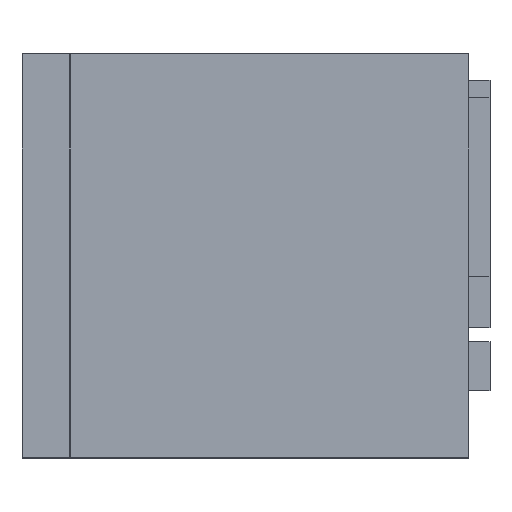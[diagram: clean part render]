
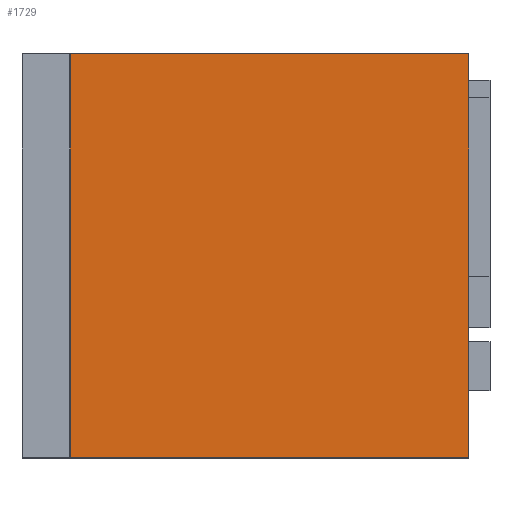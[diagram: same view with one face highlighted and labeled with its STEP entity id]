
A CAD part, top view. The second image highlights one B-rep face of the part: STEP entity #1729.
In plain terms, the highlighted planar face has unit normal (0, 0, 1).
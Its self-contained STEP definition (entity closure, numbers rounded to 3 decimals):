
#1702=AXIS2_PLACEMENT_3D('Plane Axis2P3D',#1699,#1700,#1701) ;
#120=CARTESIAN_POINT('Vertex',(1.826,15.2,18.3)) ;
#125=CARTESIAN_POINT('Line Origine',(9.326,15.2,18.3)) ;
#129=CARTESIAN_POINT('Vertex',(16.826,15.2,18.3)) ;
#1699=CARTESIAN_POINT('Axis2P3D Location',(11.826,4.47,18.3)) ;
#1704=CARTESIAN_POINT('Line Origine',(16.826,7.6,18.3)) ;
#1708=CARTESIAN_POINT('Vertex',(16.826,0.,18.3)) ;
#1711=CARTESIAN_POINT('Line Origine',(1.826,7.6,18.3)) ;
#1715=CARTESIAN_POINT('Vertex',(1.826,0.,18.3)) ;
#1718=CARTESIAN_POINT('Line Origine',(9.326,0.,18.3)) ;
#126=DIRECTION('Vector Direction',(1.,0.,0.)) ;
#1700=DIRECTION('Axis2P3D Direction',(0.,0.,-1.)) ;
#1701=DIRECTION('Axis2P3D XDirection',(1.,0.,0.)) ;
#1705=DIRECTION('Vector Direction',(0.,-1.,0.)) ;
#1712=DIRECTION('Vector Direction',(0.,-1.,0.)) ;
#1719=DIRECTION('Vector Direction',(1.,0.,0.)) ;
#127=VECTOR('Line Direction',#126,1.) ;
#1706=VECTOR('Line Direction',#1705,1.) ;
#1713=VECTOR('Line Direction',#1712,1.) ;
#1720=VECTOR('Line Direction',#1719,1.) ;
#1724=ORIENTED_EDGE('',*,*,#1710,.F.) ;
#1725=ORIENTED_EDGE('',*,*,#131,.T.) ;
#1726=ORIENTED_EDGE('',*,*,#1717,.T.) ;
#1727=ORIENTED_EDGE('',*,*,#1722,.F.) ;
#1729=ADVANCED_FACE('Housing',(#1728),#1703,.F.) ;
#131=EDGE_CURVE('',#130,#121,#128,.F.) ;
#1710=EDGE_CURVE('',#130,#1709,#1707,.T.) ;
#1717=EDGE_CURVE('',#121,#1716,#1714,.T.) ;
#1722=EDGE_CURVE('',#1709,#1716,#1721,.F.) ;
#1723=EDGE_LOOP('',(#1724,#1725,#1726,#1727)) ;
#1728=FACE_OUTER_BOUND('',#1723,.T.) ;
#128=LINE('Line',#125,#127) ;
#1707=LINE('Line',#1704,#1706) ;
#1714=LINE('Line',#1711,#1713) ;
#1721=LINE('Line',#1718,#1720) ;
#1703=PLANE('',#1702) ;
#121=VERTEX_POINT('',#120) ;
#130=VERTEX_POINT('',#129) ;
#1709=VERTEX_POINT('',#1708) ;
#1716=VERTEX_POINT('',#1715) ;
